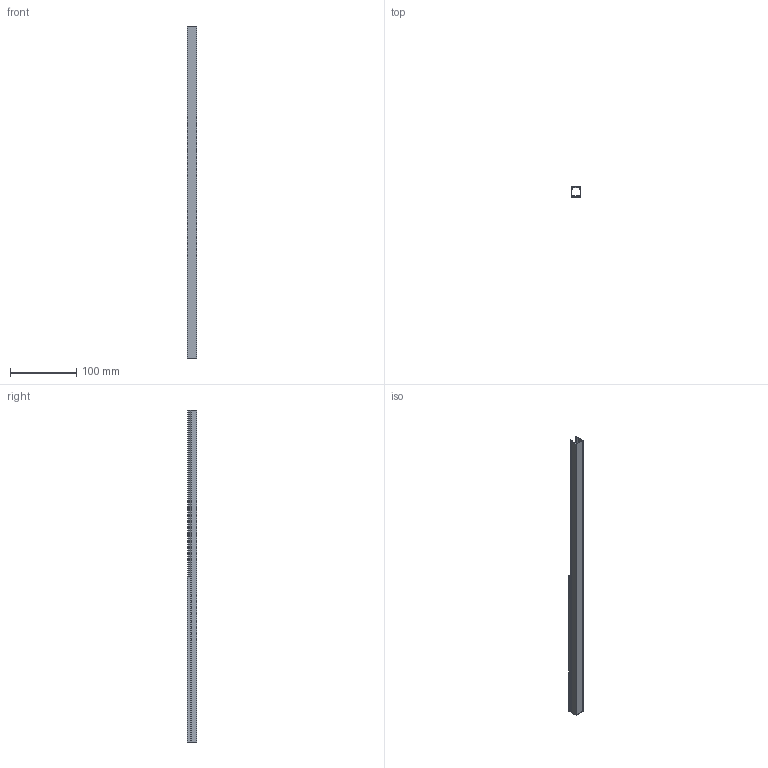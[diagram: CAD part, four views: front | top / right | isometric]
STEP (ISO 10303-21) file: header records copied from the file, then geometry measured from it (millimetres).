
FILE_DESCRIPTION (( 'STEP AP214' ), '1' );
FILE_NAME ('6024963.stp', '2016-10-04T07:02:23', ( '' ), ( '' ), 'SwSTEP 2.0', 'SolidWorks 2016', '' );
FILE_SCHEMA (( 'AUTOMOTIVE_DESIGN' ));
Length unit declared in the file: millimetre
Products named in the file (3): Unterteil_15015; Oberteil_15; 6024963
Assembly tree (2 placements, depth 2):
  6024963
    Oberteil_15
    Unterteil_15015
Bounding box: 15 x 15 x 500 mm (x, y, z)
Volume: 25478.1 mm3; surface area: 57763.9 mm2
Topology: 2 solids, 2 shells, 37 faces, 99 edges, 66 vertices
Faces by surface type: plane 36, cylinder 1
Entity records: 1652 total; most frequent: CARTESIAN_POINT 207, ORIENTED_EDGE 198, DIRECTION 185, EDGE_CURVE 99, LINE 97, VECTOR 97, VERTEX_POINT 66, UNCERTAINTY_MEASURE_WITH_UNIT 44
